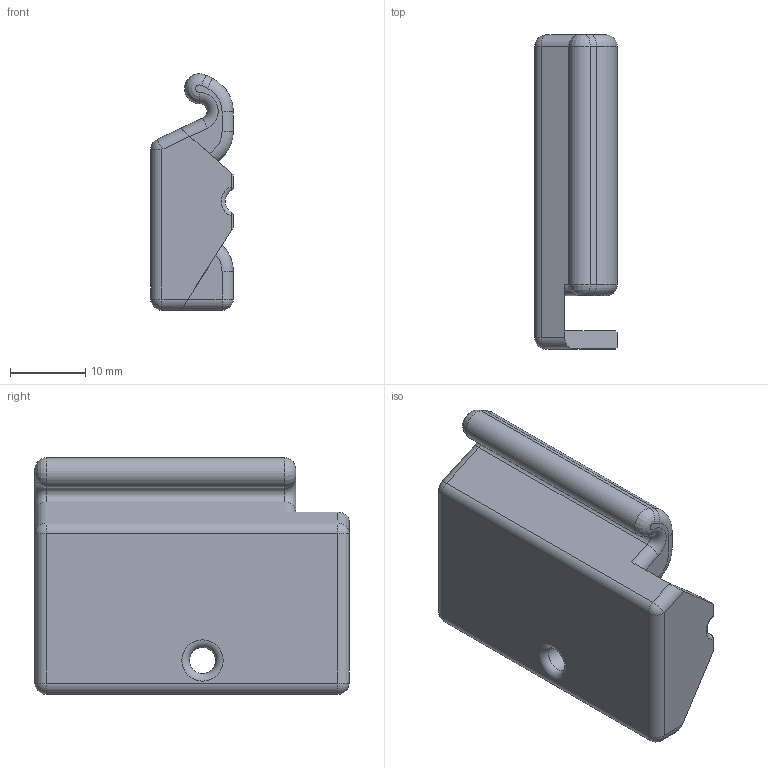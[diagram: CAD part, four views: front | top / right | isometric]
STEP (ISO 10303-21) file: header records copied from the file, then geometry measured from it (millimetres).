
FILE_DESCRIPTION(('FreeCAD Model'),'2;1');
FILE_NAME('Open CASCADE Shape Model','2024-11-13T20:21:30',('FreeCAD'),( 'FreeCAD'),'Open CASCADE STEP processor 7.6','FreeCAD','Unknown');
FILE_SCHEMA(('AUTOMOTIVE_DESIGN { 1 0 10303 214 1 1 1 1 }'));
Length unit declared in the file: millimetre
Products named in the file (1): Open CASCADE STEP translator 7.6 1
Bounding box: 11 x 41.8 x 31.5 mm (x, y, z)
Volume: 9083.7 mm3; surface area: 4097.7 mm2
Topology: 1 solids, 1 shells, 78 faces, 189 edges, 106 vertices
Faces by surface type: cylinder 28, plane 22, torus 15, sphere 6, bspline 5, revolution 2
Full cylindrical faces by diameter (mm): 3.5 x1
Entity records: 2797 total; most frequent: CARTESIAN_POINT 992, DIRECTION 398, ORIENTED_EDGE 366, EDGE_CURVE 183, AXIS2_PLACEMENT_3D 156, VERTEX_POINT 106, LINE 84, VECTOR 84
